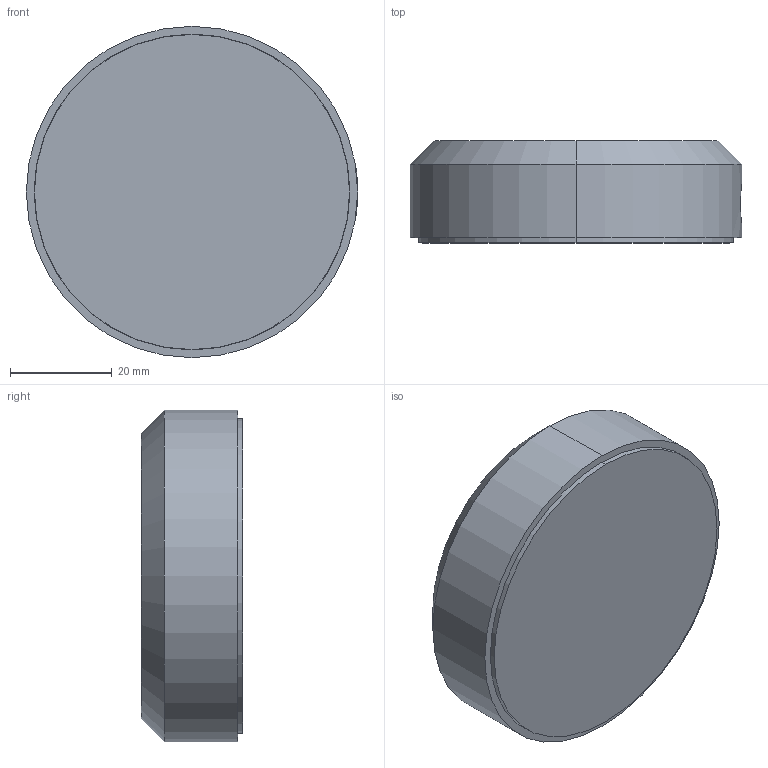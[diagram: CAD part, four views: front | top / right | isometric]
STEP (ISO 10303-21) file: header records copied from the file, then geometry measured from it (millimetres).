
FILE_DESCRIPTION (( 'STEP AP214' ), '1' );
FILE_NAME ('S106501.STEP', '2019-08-23T18:54:58', ( '' ), ( '' ), 'SwSTEP 2.0', 'SolidWorks 2019', '' );
FILE_SCHEMA (( 'AUTOMOTIVE_DESIGN' ));
Length unit declared in the file: inch
Products named in the file (1): S106501
Bounding box: 65 x 19.99 x 65 mm (x, y, z)
Volume: 62801.7 mm3; surface area: 18291.7 mm2
Topology: 2 solids, 2 shells, 49 faces, 102 edges, 60 vertices
Faces by surface type: cylinder 26, plane 11, cone 10, torus 2
Entity records: 2010 total; most frequent: CARTESIAN_POINT 270, DIRECTION 248, ORIENTED_EDGE 188, AXIS2_PLACEMENT_3D 106, EDGE_CURVE 94, EDGE_LOOP 60, VERTEX_POINT 60, CIRCLE 56
